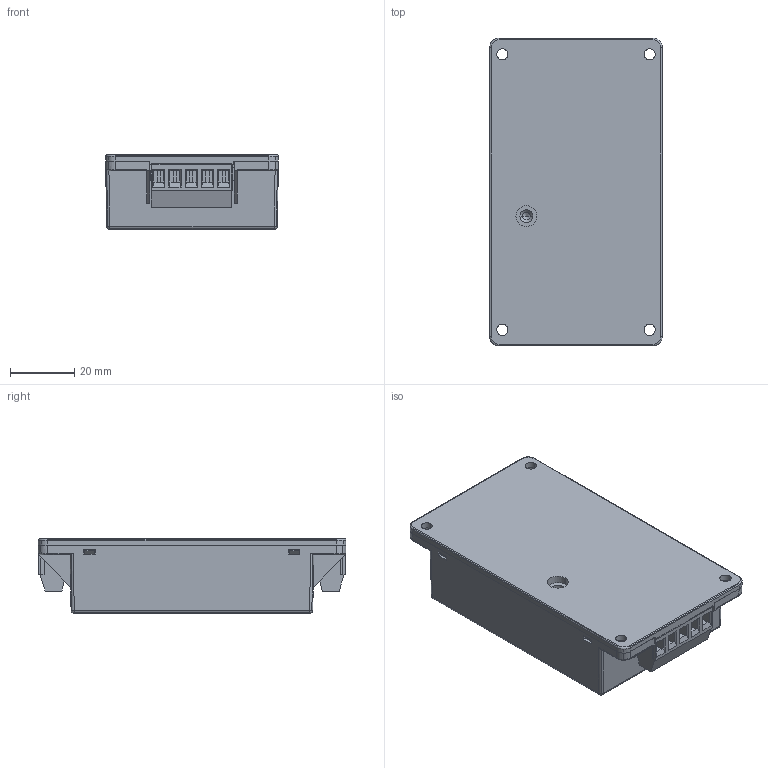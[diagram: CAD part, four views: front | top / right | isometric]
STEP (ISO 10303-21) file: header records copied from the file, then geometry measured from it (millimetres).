
FILE_DESCRIPTION((''),'2;1');
FILE_NAME('TMDC-20.stp','2015-01-28T13:19:10',('Calliope'),(''),'Autodesk Inventor 9','Autodesk Inventor 9','');
FILE_SCHEMA(('AUTOMOTIVE_DESIGN { 1 0 10303 214 1 1 1 1 }'));
Length unit declared in the file: millimetre
Products named in the file (8): TMDC-20; TMDC-20 PCB(OUT); Connect(3PIN)_4; Connect(5PIN)_4; TMDC-20 PCB(IN); TMDC-20 BASE; TMDC-20 CASE; LED
Assembly tree (7 placements, depth 2):
  TMDC-20
    TMDC-20 PCB(OUT)
    Connect(3PIN)_4
    Connect(5PIN)_4
    TMDC-20 PCB(IN)
    TMDC-20 BASE
    TMDC-20 CASE
    LED
Bounding box: 54 x 96.15 x 23.3 mm (x, y, z)
Volume: 21581 mm3; surface area: 44760.9 mm2
Topology: 7 solids, 7 shells, 949 faces, 2553 edges, 1684 vertices
Faces by surface type: plane 545, cylinder 302, bspline 90, torus 4, sphere 4, cone 4
Entity records: 31165 total; most frequent: CARTESIAN_POINT 6831, ORIENTED_EDGE 5094, DIRECTION 4883, EDGE_CURVE 2547, VECTOR 1787, LINE 1787, VERTEX_POINT 1684, AXIS2_PLACEMENT_3D 1548
